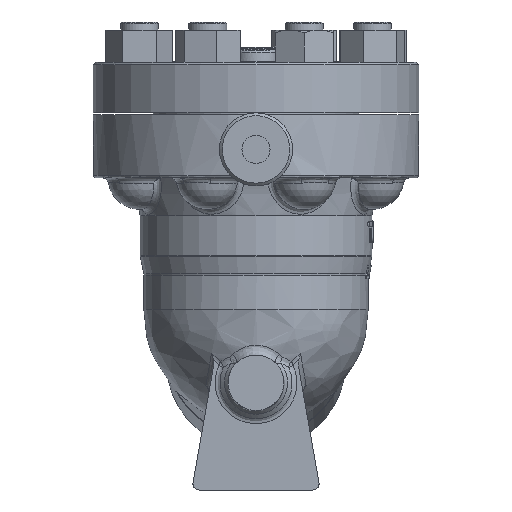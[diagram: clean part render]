
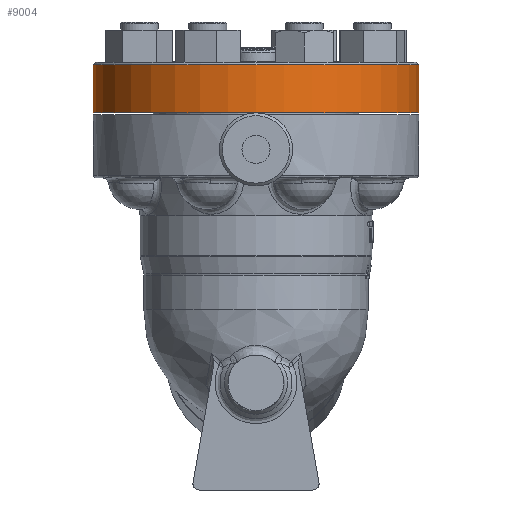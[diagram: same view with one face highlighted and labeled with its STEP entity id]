
A CAD part, left-side view. The second image highlights one B-rep face of the part: STEP entity #9004.
In plain terms, the highlighted cylindrical face has radius 129 mm (diameter 258 mm), a full revolution.
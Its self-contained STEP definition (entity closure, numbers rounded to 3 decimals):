
#8973=CARTESIAN_POINT('',(129.0,0.,89.5));
#8974=VERTEX_POINT('',#8973);
#8975=CARTESIAN_POINT('',(0.0,0.0,89.5));
#8976=DIRECTION('',(0.0,0.0,1.0));
#8977=DIRECTION('',(-1.0,0.0,0.0));
#8978=AXIS2_PLACEMENT_3D('',#8975,#8976,#8977);
#8979=CIRCLE('',#8978,129.0);
#8980=EDGE_CURVE('',#8974,#8974,#8979,.T.);
#8985=CARTESIAN_POINT('',(0.0,0.0,51.5));
#8986=DIRECTION('',(0.0,0.0,1.0));
#8987=DIRECTION('',(-1.0,0.0,0.0));
#8988=AXIS2_PLACEMENT_3D('',#8985,#8986,#8987);
#8989=CYLINDRICAL_SURFACE('',#8988,129.0);
#8990=CARTESIAN_POINT('',(129.0,0.,51.5));
#8991=VERTEX_POINT('',#8990);
#8992=CARTESIAN_POINT('',(0.0,0.0,51.5));
#8993=DIRECTION('',(0.0,0.0,-1.0));
#8994=DIRECTION('',(-1.0,0.0,0.0));
#8995=AXIS2_PLACEMENT_3D('',#8992,#8993,#8994);
#8996=CIRCLE('',#8995,129.0);
#8997=EDGE_CURVE('',#8991,#8991,#8996,.T.);
#8998=ORIENTED_EDGE('',*,*,#8997,.F.);
#8999=EDGE_LOOP('',(#8998));
#9000=FACE_OUTER_BOUND('',#8999,.T.);
#9001=ORIENTED_EDGE('',*,*,#8980,.F.);
#9002=EDGE_LOOP('',(#9001));
#9003=FACE_BOUND('',#9002,.T.);
#9004=ADVANCED_FACE('',(#9000,#9003),#8989,.T.);
